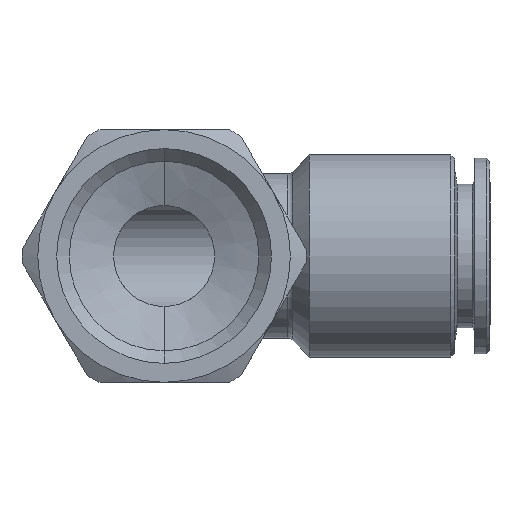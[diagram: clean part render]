
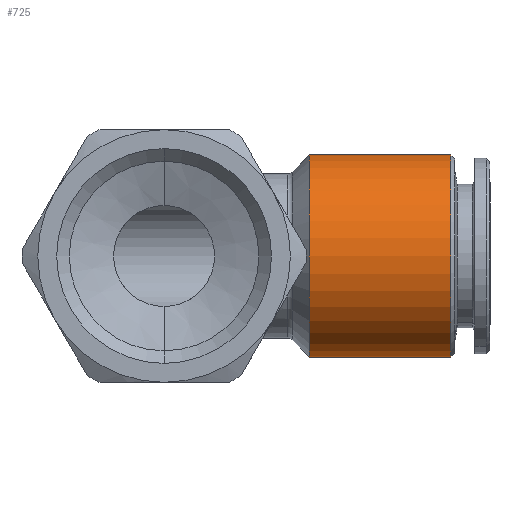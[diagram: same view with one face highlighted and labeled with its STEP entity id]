
A CAD part, front view. The second image highlights one B-rep face of the part: STEP entity #725.
In plain terms, the highlighted cylindrical face has radius 8 mm (diameter 16 mm), a partial arc.
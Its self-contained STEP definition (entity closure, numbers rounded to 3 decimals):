
#360 = CARTESIAN_POINT ( 'NONE',  ( 11.5, 0., 0. ) ) ;
#370 = DIRECTION ( 'NONE',  ( 0., 0., -1. ) ) ;
#371 = DIRECTION ( 'NONE',  ( 1., 0., 0. ) ) ;
#372 = AXIS2_PLACEMENT_3D ( 'NONE', #360, #371, #370 ) ;
#374 = CIRCLE ( 'NONE', #372, 8. ) ;
#700 = EDGE_CURVE ( 'NONE', #2463, #2462, #1134, .T. ) ;
#708 = ORIENTED_EDGE ( 'NONE', *, *, #709, .T. ) ;
#709 = EDGE_CURVE ( 'NONE', #2352, #2350, #374, .T. ) ;
#720 = ORIENTED_EDGE ( 'NONE', *, *, #700, .T. ) ;
#721 = ORIENTED_EDGE ( 'NONE', *, *, #2430, .T. ) ;
#724 = ORIENTED_EDGE ( 'NONE', *, *, #2471, .F. ) ;
#725 = ADVANCED_FACE ( 'NONE', ( #3007 ), #3014, .T. ) ;
#726 = EDGE_LOOP ( 'NONE', ( #724, #720, #721, #708 ) ) ;
#1134 = CIRCLE ( 'NONE', #1139, 8. ) ;
#1137 = DIRECTION ( 'NONE',  ( 0., 0., 1. ) ) ;
#1138 = DIRECTION ( 'NONE',  ( -1., 0., 0. ) ) ;
#1139 = AXIS2_PLACEMENT_3D ( 'NONE', #1140, #1138, #1137 ) ;
#1140 = CARTESIAN_POINT ( 'NONE',  ( 22.7, 0., 0. ) ) ;
#1812 = CARTESIAN_POINT ( 'NONE',  ( 11.5, 0., 8. ) ) ;
#1814 = CARTESIAN_POINT ( 'NONE',  ( 11.5, 0., -8. ) ) ;
#2025 = CARTESIAN_POINT ( 'NONE',  ( 22.7, 0., -8. ) ) ;
#2034 = CARTESIAN_POINT ( 'NONE',  ( 22.7, 0., 8. ) ) ;
#2059 = VECTOR ( 'NONE', #2074, 1000. ) ;
#2068 = CARTESIAN_POINT ( 'NONE',  ( 0., 0., -8. ) ) ;
#2074 = DIRECTION ( 'NONE',  ( -1., 0., 0. ) ) ;
#2078 = LINE ( 'NONE', #2068, #2059 ) ;
#2301 = LINE ( 'NONE', #2330, #2329 ) ;
#2328 = DIRECTION ( 'NONE',  ( -1., 0., 0. ) ) ;
#2329 = VECTOR ( 'NONE', #2328, 1000. ) ;
#2330 = CARTESIAN_POINT ( 'NONE',  ( 0., 0., 8. ) ) ;
#2350 = VERTEX_POINT ( 'NONE', #1814 ) ;
#2352 = VERTEX_POINT ( 'NONE', #1812 ) ;
#2430 = EDGE_CURVE ( 'NONE', #2462, #2352, #2301, .T. ) ;
#2462 = VERTEX_POINT ( 'NONE', #2034 ) ;
#2463 = VERTEX_POINT ( 'NONE', #2025 ) ;
#2471 = EDGE_CURVE ( 'NONE', #2463, #2350, #2078, .T. ) ;
#2992 = DIRECTION ( 'NONE',  ( -1., 0., 0. ) ) ;
#2993 = CARTESIAN_POINT ( 'NONE',  ( 0., 0., 0. ) ) ;
#2994 = AXIS2_PLACEMENT_3D ( 'NONE', #2993, #2992, #3005 ) ;
#3005 = DIRECTION ( 'NONE',  ( 0., 0., 1. ) ) ;
#3007 = FACE_OUTER_BOUND ( 'NONE', #726, .T. ) ;
#3014 = CYLINDRICAL_SURFACE ( 'NONE', #2994, 8. ) ;
